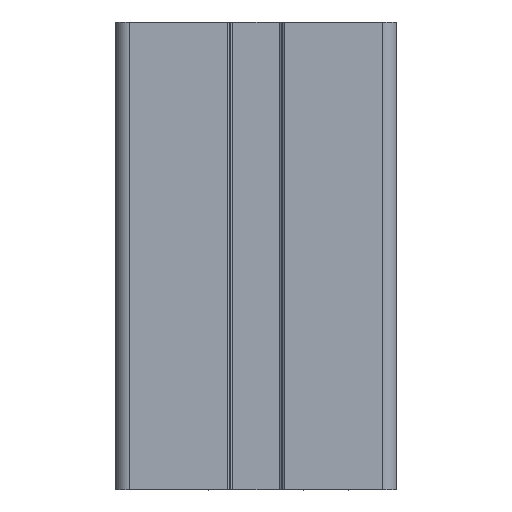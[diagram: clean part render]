
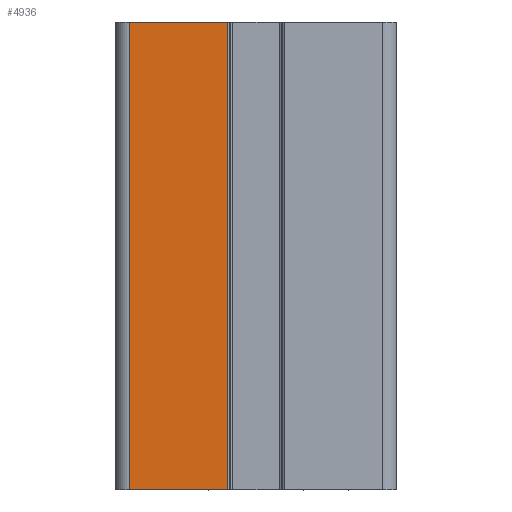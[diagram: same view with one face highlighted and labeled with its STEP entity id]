
A CAD part, front view. The second image highlights one B-rep face of the part: STEP entity #4936.
In plain terms, the highlighted planar face has unit normal (0, -1, 0).
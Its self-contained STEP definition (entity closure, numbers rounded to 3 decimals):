
#104=PLANE('',#5446);
#322=FACE_OUTER_BOUND('',#590,.T.);
#590=EDGE_LOOP('',(#4293,#4294,#4295,#4296));
#717=LINE('',#7142,#1221);
#884=LINE('',#7760,#1388);
#1111=LINE('',#8344,#1615);
#1115=LINE('',#8354,#1619);
#1221=VECTOR('',#5635,10.);
#1388=VECTOR('',#6100,10.);
#1615=VECTOR('',#6757,10.);
#1619=VECTOR('',#6773,10.);
#1979=VERTEX_POINT('',#7139);
#1980=VERTEX_POINT('',#7141);
#2281=VERTEX_POINT('',#7757);
#2282=VERTEX_POINT('',#7759);
#2480=EDGE_CURVE('',#1980,#1979,#717,.T.);
#2791=EDGE_CURVE('',#2281,#2282,#884,.T.);
#3095=EDGE_CURVE('',#2281,#1980,#1111,.T.);
#3099=EDGE_CURVE('',#1979,#2282,#1115,.T.);
#4293=ORIENTED_EDGE('',*,*,#3095,.T.);
#4294=ORIENTED_EDGE('',*,*,#2480,.T.);
#4295=ORIENTED_EDGE('',*,*,#3099,.T.);
#4296=ORIENTED_EDGE('',*,*,#2791,.F.);
#4936=ADVANCED_FACE('',(#322),#104,.T.);
#5446=AXIS2_PLACEMENT_3D('',#8353,#6771,#6772);
#5635=DIRECTION('',(-1.,0.,0.));
#6100=DIRECTION('',(-1.,0.,0.));
#6757=DIRECTION('',(0.,0.,1.));
#6771=DIRECTION('center_axis',(0.,-1.,0.));
#6772=DIRECTION('ref_axis',(1.,0.,0.));
#6773=DIRECTION('',(0.,0.,-1.));
#7139=CARTESIAN_POINT('',(-27.,-30.,100.));
#7141=CARTESIAN_POINT('',(-6.,-30.,100.));
#7142=CARTESIAN_POINT('',(-13.5,-30.,100.));
#7757=CARTESIAN_POINT('',(-6.,-30.,0.));
#7759=CARTESIAN_POINT('',(-27.,-30.,0.));
#7760=CARTESIAN_POINT('',(-13.5,-30.,0.));
#8344=CARTESIAN_POINT('',(-6.,-30.,0.));
#8353=CARTESIAN_POINT('Origin',(-27.,-30.,0.));
#8354=CARTESIAN_POINT('',(-27.,-30.,0.));
